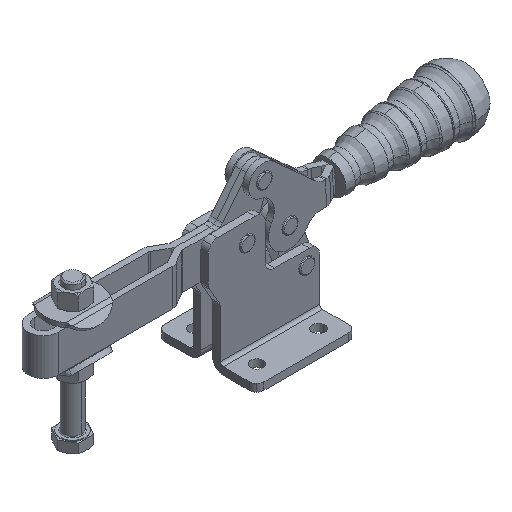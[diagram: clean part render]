
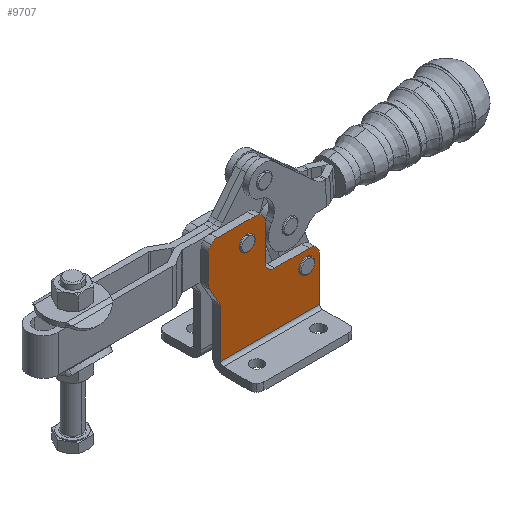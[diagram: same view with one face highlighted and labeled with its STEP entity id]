
A CAD part, isometric view. The second image highlights one B-rep face of the part: STEP entity #9707.
In plain terms, the highlighted planar face has unit normal (0, -1, 0).
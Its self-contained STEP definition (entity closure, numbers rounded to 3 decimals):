
#3268=CARTESIAN_POINT('',(111.601,-64.03,0.704));
#3269=VERTEX_POINT('',#3268);
#3286=CARTESIAN_POINT('',(121.601,-64.03,0.704));
#3287=VERTEX_POINT('',#3286);
#3294=CARTESIAN_POINT('',(116.601,-64.03,0.704));
#3295=DIRECTION('',(0.0,1.0,0.0));
#3296=DIRECTION('',(-1.0,0.0,0.0));
#3297=AXIS2_PLACEMENT_3D('',#3294,#3295,#3296);
#3298=CIRCLE('',#3297,5.);
#3299=EDGE_CURVE('',#3269,#3287,#3298,.T.);
#3568=CARTESIAN_POINT('',(71.351,-64.03,33.954));
#3569=VERTEX_POINT('',#3568);
#3586=CARTESIAN_POINT('',(81.351,-64.03,33.954));
#3587=VERTEX_POINT('',#3586);
#3594=CARTESIAN_POINT('',(76.351,-64.03,33.954));
#3595=DIRECTION('',(0.0,1.0,0.0));
#3596=DIRECTION('',(-1.0,0.0,0.0));
#3597=AXIS2_PLACEMENT_3D('',#3594,#3595,#3596);
#3598=CIRCLE('',#3597,5.);
#3599=EDGE_CURVE('',#3569,#3587,#3598,.T.);
#8399=CARTESIAN_POINT('',(123.551,-64.03,7.654));
#8400=VERTEX_POINT('',#8399);
#8416=CARTESIAN_POINT('',(118.601,-64.03,9.704));
#8417=VERTEX_POINT('',#8416);
#8424=CARTESIAN_POINT('',(118.601,-64.03,2.704));
#8425=DIRECTION('',(0.,1.0,0.));
#8426=DIRECTION('',(0.707,0.,0.707));
#8427=AXIS2_PLACEMENT_3D('',#8424,#8425,#8426);
#8428=CIRCLE('',#8427,7.0);
#8429=EDGE_CURVE('',#8417,#8400,#8428,.T.);
#8439=CARTESIAN_POINT('',(90.932,-64.03,11.535));
#8440=VERTEX_POINT('',#8439);
#8449=CARTESIAN_POINT('',(95.351,-64.03,9.704));
#8450=VERTEX_POINT('',#8449);
#8451=CARTESIAN_POINT('',(95.351,-64.03,15.954));
#8452=DIRECTION('',(0.,-1.,0.));
#8453=DIRECTION('',(-0.707,0.,-0.707));
#8454=AXIS2_PLACEMENT_3D('',#8451,#8452,#8453);
#8455=CIRCLE('',#8454,6.25);
#8456=EDGE_CURVE('',#8440,#8450,#8455,.T.);
#8565=CARTESIAN_POINT('',(58.397,-64.03,6.649));
#8566=VERTEX_POINT('',#8565);
#8575=CARTESIAN_POINT('',(57.797,-64.03,8.097));
#8576=VERTEX_POINT('',#8575);
#8577=CARTESIAN_POINT('',(52.601,-64.03,5.097));
#8578=DIRECTION('',(0.,-1.0,0.));
#8579=DIRECTION('',(0.966,0.,0.259));
#8580=AXIS2_PLACEMENT_3D('',#8577,#8578,#8579);
#8581=CIRCLE('',#8580,6.);
#8582=EDGE_CURVE('',#8566,#8576,#8581,.T.);
#8609=CARTESIAN_POINT('',(50.806,-64.03,20.615));
#8610=VERTEX_POINT('',#8609);
#8626=CARTESIAN_POINT('',(51.405,-64.03,19.168));
#8627=VERTEX_POINT('',#8626);
#8634=CARTESIAN_POINT('',(56.601,-64.03,22.168));
#8635=DIRECTION('',(0.,1.0,0.));
#8636=DIRECTION('',(-0.966,0.,-0.259));
#8637=AXIS2_PLACEMENT_3D('',#8634,#8635,#8636);
#8638=CIRCLE('',#8637,6.);
#8639=EDGE_CURVE('',#8627,#8610,#8638,.T.);
#8649=CARTESIAN_POINT('',(52.359,-64.03,44.947));
#8650=VERTEX_POINT('',#8649);
#8659=CARTESIAN_POINT('',(56.601,-64.03,46.704));
#8660=VERTEX_POINT('',#8659);
#8661=CARTESIAN_POINT('',(56.601,-64.03,40.704));
#8662=DIRECTION('',(0.,1.0,0.));
#8663=DIRECTION('',(-0.707,0.,0.707));
#8664=AXIS2_PLACEMENT_3D('',#8661,#8662,#8663);
#8665=CIRCLE('',#8664,6.);
#8666=EDGE_CURVE('',#8650,#8660,#8665,.T.);
#8700=CARTESIAN_POINT('',(87.051,-64.03,44.654));
#8701=VERTEX_POINT('',#8700);
#8710=CARTESIAN_POINT('',(89.101,-64.03,39.704));
#8711=VERTEX_POINT('',#8710);
#8712=CARTESIAN_POINT('',(82.101,-64.03,39.704));
#8713=DIRECTION('',(0.,1.0,0.));
#8714=DIRECTION('',(0.707,0.,0.707));
#8715=AXIS2_PLACEMENT_3D('',#8712,#8713,#8714);
#8716=CIRCLE('',#8715,7.0);
#8717=EDGE_CURVE('',#8701,#8711,#8716,.T.);
#8776=CARTESIAN_POINT('',(125.601,-64.03,2.704));
#8777=VERTEX_POINT('',#8776);
#8784=CARTESIAN_POINT('',(125.601,-64.03,-26.546));
#8785=VERTEX_POINT('',#8784);
#8786=CARTESIAN_POINT('',(125.601,-64.03,2.704));
#8787=DIRECTION('',(0.0,0.0,-1.0));
#8788=VECTOR('',#8787,29.25);
#8789=LINE('',#8786,#8788);
#8790=EDGE_CURVE('',#8777,#8785,#8789,.T.);
#8927=CARTESIAN_POINT('',(58.601,-64.03,-26.546));
#8928=VERTEX_POINT('',#8927);
#8929=CARTESIAN_POINT('',(58.601,-64.03,-26.546));
#8930=DIRECTION('',(1.0,0.0,0.0));
#8931=VECTOR('',#8930,67.);
#8932=LINE('',#8929,#8931);
#8933=EDGE_CURVE('',#8928,#8785,#8932,.T.);
#8960=CARTESIAN_POINT('',(82.101,-64.03,46.704));
#8961=VERTEX_POINT('',#8960);
#8962=CARTESIAN_POINT('',(56.601,-64.03,46.704));
#8963=DIRECTION('',(1.0,0.0,0.0));
#8964=VECTOR('',#8963,25.5);
#8965=LINE('',#8962,#8964);
#8966=EDGE_CURVE('',#8660,#8961,#8965,.T.);
#9000=CARTESIAN_POINT('',(89.101,-64.03,15.954));
#9001=VERTEX_POINT('',#9000);
#9023=CARTESIAN_POINT('',(89.101,-64.03,15.954));
#9024=DIRECTION('',(0.0,0.0,1.0));
#9025=VECTOR('',#9024,23.75);
#9026=LINE('',#9023,#9025);
#9027=EDGE_CURVE('',#9001,#8711,#9026,.T.);
#9046=CARTESIAN_POINT('',(82.101,-64.03,39.704));
#9047=DIRECTION('',(0.,1.0,0.));
#9048=DIRECTION('',(0.707,0.,0.707));
#9049=AXIS2_PLACEMENT_3D('',#9046,#9047,#9048);
#9050=CIRCLE('',#9049,7.0);
#9051=EDGE_CURVE('',#8961,#8701,#9050,.T.);
#9071=CARTESIAN_POINT('',(50.601,-64.03,40.704));
#9072=VERTEX_POINT('',#9071);
#9079=CARTESIAN_POINT('',(56.601,-64.03,40.704));
#9080=DIRECTION('',(0.,1.0,0.));
#9081=DIRECTION('',(-0.707,0.,0.707));
#9082=AXIS2_PLACEMENT_3D('',#9079,#9080,#9081);
#9083=CIRCLE('',#9082,6.);
#9084=EDGE_CURVE('',#9072,#8650,#9083,.T.);
#9094=CARTESIAN_POINT('',(50.601,-64.03,22.168));
#9095=VERTEX_POINT('',#9094);
#9104=CARTESIAN_POINT('',(50.601,-64.03,40.704));
#9105=DIRECTION('',(0.0,0.0,-1.0));
#9106=VECTOR('',#9105,18.536);
#9107=LINE('',#9104,#9106);
#9108=EDGE_CURVE('',#9072,#9095,#9107,.T.);
#9457=CARTESIAN_POINT('',(56.601,-64.03,22.168));
#9458=DIRECTION('',(0.,1.0,0.));
#9459=DIRECTION('',(-0.966,0.,-0.259));
#9460=AXIS2_PLACEMENT_3D('',#9457,#9458,#9459);
#9461=CIRCLE('',#9460,6.);
#9462=EDGE_CURVE('',#8610,#9095,#9461,.T.);
#9490=CARTESIAN_POINT('',(51.405,-64.03,19.168));
#9491=DIRECTION('',(0.5,0.0,-0.866));
#9492=VECTOR('',#9491,12.785);
#9493=LINE('',#9490,#9492);
#9494=EDGE_CURVE('',#8627,#8576,#9493,.T.);
#9521=CARTESIAN_POINT('',(58.601,-64.03,5.097));
#9522=VERTEX_POINT('',#9521);
#9529=CARTESIAN_POINT('',(52.601,-64.03,5.097));
#9530=DIRECTION('',(0.,-1.0,0.));
#9531=DIRECTION('',(0.966,0.,0.259));
#9532=AXIS2_PLACEMENT_3D('',#9529,#9530,#9531);
#9533=CIRCLE('',#9532,6.);
#9534=EDGE_CURVE('',#9522,#8566,#9533,.T.);
#9609=CARTESIAN_POINT('',(95.351,-64.03,15.954));
#9610=DIRECTION('',(0.,-1.,0.));
#9611=DIRECTION('',(-0.707,0.,-0.707));
#9612=AXIS2_PLACEMENT_3D('',#9609,#9610,#9611);
#9613=CIRCLE('',#9612,6.25);
#9614=EDGE_CURVE('',#9001,#8440,#9613,.T.);
#9640=CARTESIAN_POINT('',(118.601,-64.03,9.704));
#9641=DIRECTION('',(-1.0,0.0,0.0));
#9642=VECTOR('',#9641,23.25);
#9643=LINE('',#9640,#9642);
#9644=EDGE_CURVE('',#8417,#8450,#9643,.T.);
#9649=CARTESIAN_POINT('',(92.101,-64.03,9.079));
#9650=DIRECTION('',(0.0,1.0,0.0));
#9651=DIRECTION('',(0.0,0.0,1.0));
#9652=AXIS2_PLACEMENT_3D('',#9649,#9650,#9651);
#9653=PLANE('',#9652);
#9654=ORIENTED_EDGE('',*,*,#8429,.F.);
#9655=ORIENTED_EDGE('',*,*,#9644,.T.);
#9656=ORIENTED_EDGE('',*,*,#8456,.F.);
#9657=ORIENTED_EDGE('',*,*,#9614,.F.);
#9658=ORIENTED_EDGE('',*,*,#9027,.T.);
#9659=ORIENTED_EDGE('',*,*,#8717,.F.);
#9660=ORIENTED_EDGE('',*,*,#9051,.F.);
#9661=ORIENTED_EDGE('',*,*,#8966,.F.);
#9662=ORIENTED_EDGE('',*,*,#8666,.F.);
#9663=ORIENTED_EDGE('',*,*,#9084,.F.);
#9664=ORIENTED_EDGE('',*,*,#9108,.T.);
#9665=ORIENTED_EDGE('',*,*,#9462,.F.);
#9666=ORIENTED_EDGE('',*,*,#8639,.F.);
#9667=ORIENTED_EDGE('',*,*,#9494,.T.);
#9668=ORIENTED_EDGE('',*,*,#8582,.F.);
#9669=ORIENTED_EDGE('',*,*,#9534,.F.);
#9670=CARTESIAN_POINT('',(58.601,-64.03,5.097));
#9671=DIRECTION('',(0.0,0.0,-1.0));
#9672=VECTOR('',#9671,31.642);
#9673=LINE('',#9670,#9672);
#9674=EDGE_CURVE('',#9522,#8928,#9673,.T.);
#9675=ORIENTED_EDGE('',*,*,#9674,.T.);
#9676=ORIENTED_EDGE('',*,*,#8933,.T.);
#9677=ORIENTED_EDGE('',*,*,#8790,.F.);
#9678=CARTESIAN_POINT('',(118.601,-64.03,2.704));
#9679=DIRECTION('',(0.,1.0,0.));
#9680=DIRECTION('',(0.707,0.,0.707));
#9681=AXIS2_PLACEMENT_3D('',#9678,#9679,#9680);
#9682=CIRCLE('',#9681,7.0);
#9683=EDGE_CURVE('',#8400,#8777,#9682,.T.);
#9684=ORIENTED_EDGE('',*,*,#9683,.F.);
#9685=EDGE_LOOP('',(#9654,#9655,#9656,#9657,#9658,#9659,#9660,#9661,#9662,#9663,#9664,#9665,#9666,#9667,#9668,#9669,#9675,#9676,#9677,#9684));
#9686=FACE_OUTER_BOUND('',#9685,.T.);
#9687=ORIENTED_EDGE('',*,*,#3299,.T.);
#9688=CARTESIAN_POINT('',(116.601,-64.03,0.704));
#9689=DIRECTION('',(0.0,1.0,0.0));
#9690=DIRECTION('',(-1.0,0.0,0.0));
#9691=AXIS2_PLACEMENT_3D('',#9688,#9689,#9690);
#9692=CIRCLE('',#9691,5.);
#9693=EDGE_CURVE('',#3287,#3269,#9692,.T.);
#9694=ORIENTED_EDGE('',*,*,#9693,.T.);
#9695=EDGE_LOOP('',(#9687,#9694));
#9696=FACE_BOUND('',#9695,.T.);
#9697=ORIENTED_EDGE('',*,*,#3599,.T.);
#9698=CARTESIAN_POINT('',(76.351,-64.03,33.954));
#9699=DIRECTION('',(0.0,1.0,0.0));
#9700=DIRECTION('',(-1.0,0.0,0.0));
#9701=AXIS2_PLACEMENT_3D('',#9698,#9699,#9700);
#9702=CIRCLE('',#9701,5.);
#9703=EDGE_CURVE('',#3587,#3569,#9702,.T.);
#9704=ORIENTED_EDGE('',*,*,#9703,.T.);
#9705=EDGE_LOOP('',(#9697,#9704));
#9706=FACE_BOUND('',#9705,.T.);
#9707=ADVANCED_FACE('',(#9686,#9696,#9706),#9653,.F.);
